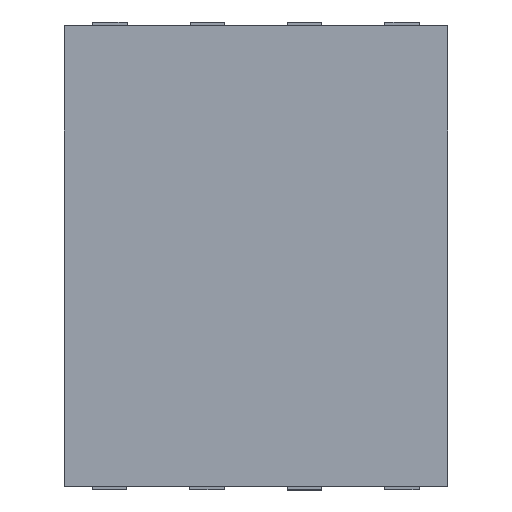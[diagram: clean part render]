
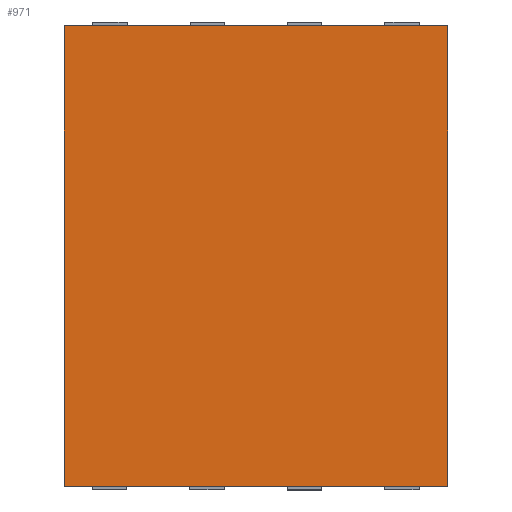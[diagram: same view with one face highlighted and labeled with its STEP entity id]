
A CAD part, top view. The second image highlights one B-rep face of the part: STEP entity #971.
In plain terms, the highlighted planar face has unit normal (0, 0, 1).
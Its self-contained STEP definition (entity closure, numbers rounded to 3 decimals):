
#201 = VERTEX_POINT('',#202);
#202 = CARTESIAN_POINT('',(-2.5,-3.002,0.95)
  );
#210 = EDGE_CURVE('',#201,#211,#213,.T.);
#211 = VERTEX_POINT('',#212);
#212 = CARTESIAN_POINT('',(2.5,-3.002,0.95));
#213 = LINE('',#214,#215);
#214 = CARTESIAN_POINT('',(-2.5,-3.002,0.95)
  );
#215 = VECTOR('',#216,1.);
#216 = DIRECTION('',(1.,0.,0.));
#637 = EDGE_CURVE('',#638,#201,#640,.T.);
#638 = VERTEX_POINT('',#639);
#639 = CARTESIAN_POINT('',(-2.5,2.998,0.95));
#640 = LINE('',#641,#642);
#641 = CARTESIAN_POINT('',(-2.5,2.998,0.95));
#642 = VECTOR('',#643,1.);
#643 = DIRECTION('',(0.,-1.,0.));
#952 = VERTEX_POINT('',#953);
#953 = CARTESIAN_POINT('',(2.5,2.998,0.95));
#959 = EDGE_CURVE('',#211,#952,#960,.T.);
#960 = LINE('',#961,#962);
#961 = CARTESIAN_POINT('',(2.5,-3.002,0.95));
#962 = VECTOR('',#963,1.);
#963 = DIRECTION('',(0.,1.,0.));
#971 = ADVANCED_FACE('',(#972),#983,.F.);
#972 = FACE_BOUND('',#973,.T.);
#973 = EDGE_LOOP('',(#974,#975,#976,#982));
#974 = ORIENTED_EDGE('',*,*,#210,.T.);
#975 = ORIENTED_EDGE('',*,*,#959,.T.);
#976 = ORIENTED_EDGE('',*,*,#977,.T.);
#977 = EDGE_CURVE('',#952,#638,#978,.T.);
#978 = LINE('',#979,#980);
#979 = CARTESIAN_POINT('',(2.5,2.998,0.95));
#980 = VECTOR('',#981,1.);
#981 = DIRECTION('',(-1.,0.,0.));
#982 = ORIENTED_EDGE('',*,*,#637,.T.);
#983 = PLANE('',#984);
#984 = AXIS2_PLACEMENT_3D('',#985,#986,#987);
#985 = CARTESIAN_POINT('',(-2.5,2.998,0.95));
#986 = DIRECTION('',(0.,0.,-1.));
#987 = DIRECTION('',(0.,1.,0.));
